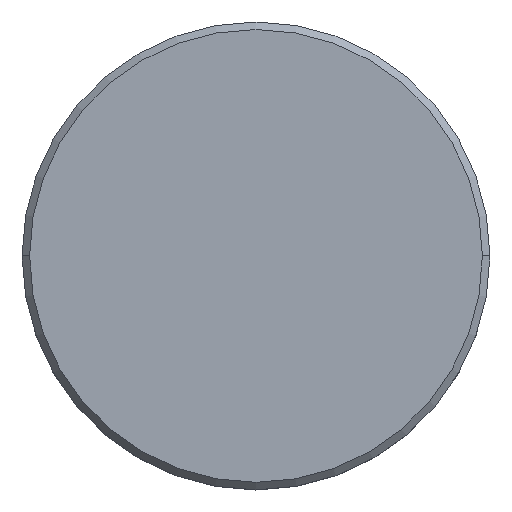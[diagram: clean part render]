
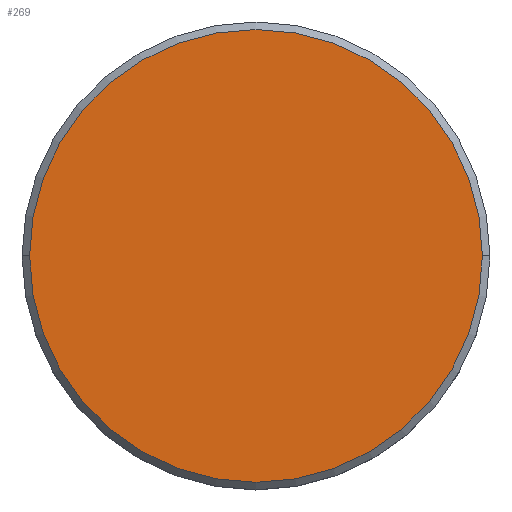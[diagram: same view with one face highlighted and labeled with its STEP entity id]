
A CAD part, top view. The second image highlights one B-rep face of the part: STEP entity #269.
In plain terms, the highlighted planar face has unit normal (0, 0, 1).
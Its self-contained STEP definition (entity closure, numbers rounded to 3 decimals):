
#11 = DIRECTION ( 'NONE',  ( 1., 0., 0. ) ) ;
#70 = ORIENTED_EDGE ( 'NONE', *, *, #376, .T. ) ;
#150 = DIRECTION ( 'NONE',  ( 1., 0., 0. ) ) ;
#161 = EDGE_LOOP ( 'NONE', ( #70, #298 ) ) ;
#169 = DIRECTION ( 'NONE',  ( 1., 0., 0. ) ) ;
#179 = AXIS2_PLACEMENT_3D ( 'NONE', #339, #966, #150 ) ;
#269 = ADVANCED_FACE ( 'NONE', ( #1157 ), #982, .T. ) ;
#298 = ORIENTED_EDGE ( 'NONE', *, *, #1108, .T. ) ;
#339 = CARTESIAN_POINT ( 'NONE',  ( 0., 0., 0. ) ) ;
#376 = EDGE_CURVE ( 'NONE', #476, #873, #955, .T. ) ;
#436 = CARTESIAN_POINT ( 'NONE',  ( 0., 0., 0. ) ) ;
#476 = VERTEX_POINT ( 'NONE', #1008 ) ;
#710 = AXIS2_PLACEMENT_3D ( 'NONE', #436, #718, #169 ) ;
#715 = DIRECTION ( 'NONE',  ( 0., 0., 1. ) ) ;
#718 = DIRECTION ( 'NONE',  ( 0., 0., 1. ) ) ;
#733 = CIRCLE ( 'NONE', #890, 15. ) ;
#873 = VERTEX_POINT ( 'NONE', #1019 ) ;
#890 = AXIS2_PLACEMENT_3D ( 'NONE', #984, #715, #11 ) ;
#955 = CIRCLE ( 'NONE', #179, 15. ) ;
#966 = DIRECTION ( 'NONE',  ( 0., 0., 1. ) ) ;
#982 = PLANE ( 'NONE',  #710 ) ;
#984 = CARTESIAN_POINT ( 'NONE',  ( 0., 0., 0. ) ) ;
#1008 = CARTESIAN_POINT ( 'NONE',  ( -15., 0., 0. ) ) ;
#1019 = CARTESIAN_POINT ( 'NONE',  ( 15., 0., 0. ) ) ;
#1108 = EDGE_CURVE ( 'NONE', #873, #476, #733, .T. ) ;
#1157 = FACE_OUTER_BOUND ( 'NONE', #161, .T. ) ;
